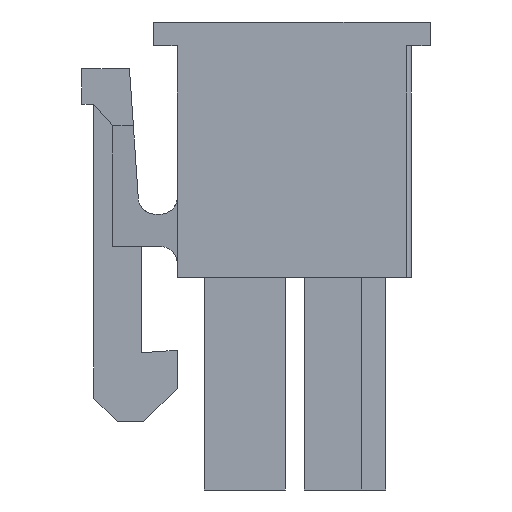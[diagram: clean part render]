
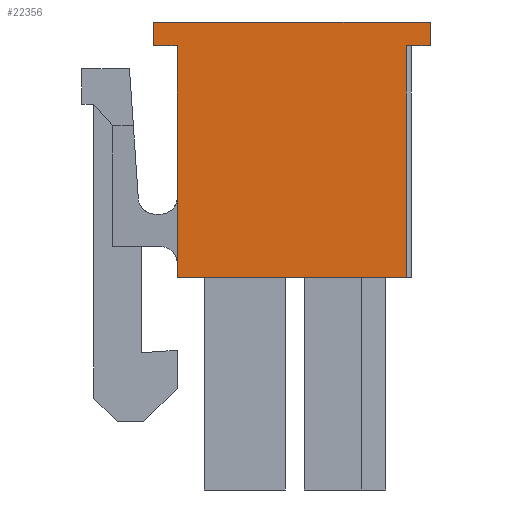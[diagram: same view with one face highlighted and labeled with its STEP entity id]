
A CAD part, left-side view. The second image highlights one B-rep face of the part: STEP entity #22356.
In plain terms, the highlighted planar face has unit normal (-1, 0, 0).
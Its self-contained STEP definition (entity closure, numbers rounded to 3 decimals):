
#1849=ORIENTED_EDGE('',*,*,#6550,.T.);
#1850=ORIENTED_EDGE('',*,*,#8183,.F.);
#1851=ORIENTED_EDGE('',*,*,#8184,.F.);
#1852=ORIENTED_EDGE('',*,*,#6696,.T.);
#1853=ORIENTED_EDGE('',*,*,#8185,.F.);
#1854=ORIENTED_EDGE('',*,*,#8186,.T.);
#1855=ORIENTED_EDGE('',*,*,#6590,.T.);
#1856=ORIENTED_EDGE('',*,*,#8171,.T.);
#6550=EDGE_CURVE('',#9792,#9794,#11822,.T.);
#6590=EDGE_CURVE('',#9828,#9834,#11862,.T.);
#6696=EDGE_CURVE('',#9932,#9933,#11968,.T.);
#8171=EDGE_CURVE('',#9834,#9792,#13433,.T.);
#8183=EDGE_CURVE('',#11234,#9794,#13439,.T.);
#8184=EDGE_CURVE('',#9932,#11234,#13440,.T.);
#8185=EDGE_CURVE('',#11235,#9933,#13441,.T.);
#8186=EDGE_CURVE('',#11235,#9828,#13442,.T.);
#9792=VERTEX_POINT('',#30354);
#9794=VERTEX_POINT('',#30358);
#9828=VERTEX_POINT('',#30433);
#9834=VERTEX_POINT('',#30445);
#9932=VERTEX_POINT('',#30663);
#9933=VERTEX_POINT('',#30664);
#11234=VERTEX_POINT('',#33702);
#11235=VERTEX_POINT('',#33705);
#11822=LINE('',#30359,#15042);
#11862=LINE('',#30446,#15082);
#11968=LINE('',#30662,#15188);
#13433=LINE('',#33685,#16653);
#13439=LINE('',#33701,#16659);
#13440=LINE('',#33703,#16660);
#13441=LINE('',#33704,#16661);
#13442=LINE('',#33706,#16662);
#15042=VECTOR('',#24609,1000.);
#15082=VECTOR('',#24663,1000.);
#15188=VECTOR('',#24795,1000.);
#16653=VECTOR('',#26776,1000.);
#16659=VECTOR('',#26798,1000.);
#16660=VECTOR('',#26799,1000.);
#16661=VECTOR('',#26800,1000.);
#16662=VECTOR('',#26801,1000.);
#18591=EDGE_LOOP('',(#1849,#1850,#1851,#1852,#1853,#1854,#1855,#1856));
#19891=FACE_BOUND('',#18591,.T.);
#21125=PLANE('',#23625);
#22356=ADVANCED_FACE('',(#19891),#21125,.T.);
#23625=AXIS2_PLACEMENT_3D('',#33700,#26796,#26797);
#24609=DIRECTION('',(0.,0.,1.));
#24663=DIRECTION('',(0.,0.,-1.));
#24795=DIRECTION('',(0.,1.,0.));
#26776=DIRECTION('',(0.,-1.,0.));
#26796=DIRECTION('',(-1.,0.,0.));
#26797=DIRECTION('',(0.,0.,1.));
#26798=DIRECTION('',(0.,1.,0.));
#26799=DIRECTION('',(0.,0.,-1.));
#26800=DIRECTION('',(0.,0.,1.));
#26801=DIRECTION('',(0.,-1.,0.));
#30354=CARTESIAN_POINT('',(-21.6,-4.8,-5.35));
#30358=CARTESIAN_POINT('',(-21.6,-4.8,4.35));
#30359=CARTESIAN_POINT('',(-21.6,-4.8,-5.35));
#30433=CARTESIAN_POINT('',(-21.6,4.8,4.35));
#30445=CARTESIAN_POINT('',(-21.6,4.8,-5.35));
#30446=CARTESIAN_POINT('',(-21.6,4.8,5.35));
#30662=CARTESIAN_POINT('',(-21.6,-4.8,5.35));
#30663=CARTESIAN_POINT('',(-21.6,-5.8,5.35));
#30664=CARTESIAN_POINT('',(-21.6,5.8,5.35));
#33685=CARTESIAN_POINT('',(-21.6,4.8,-5.35));
#33700=CARTESIAN_POINT('',(-21.6,0.,0.));
#33701=CARTESIAN_POINT('',(-21.6,-5.8,4.35));
#33702=CARTESIAN_POINT('',(-21.6,-5.8,4.35));
#33703=CARTESIAN_POINT('',(-21.6,-5.8,5.35));
#33704=CARTESIAN_POINT('',(-21.6,5.8,4.35));
#33705=CARTESIAN_POINT('',(-21.6,5.8,4.35));
#33706=CARTESIAN_POINT('',(-21.6,5.8,4.35));
